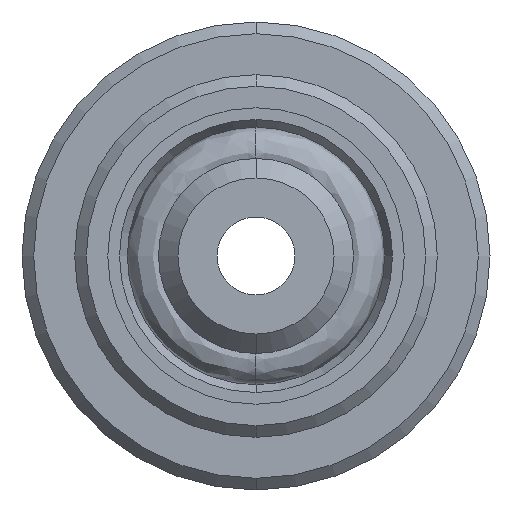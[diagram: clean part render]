
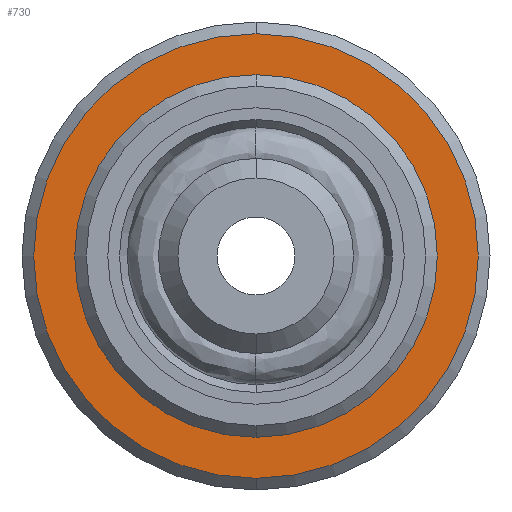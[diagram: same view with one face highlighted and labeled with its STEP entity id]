
A CAD part, front view. The second image highlights one B-rep face of the part: STEP entity #730.
In plain terms, the highlighted planar face has unit normal (0, -1, 0).
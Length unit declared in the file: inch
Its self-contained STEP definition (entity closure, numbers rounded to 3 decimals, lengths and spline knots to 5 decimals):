
#41 = VERTEX_POINT ( 'NONE', #812 ) ;
#99 = DIRECTION ( 'NONE',  ( 0., 0., 1. ) ) ;
#125 = DIRECTION ( 'NONE',  ( 0., 0., 1. ) ) ;
#134 = DIRECTION ( 'NONE',  ( 0., 1., 0. ) ) ;
#142 = CARTESIAN_POINT ( 'NONE',  ( 0., 0.33465, 0. ) ) ;
#205 = ORIENTED_EDGE ( 'NONE', *, *, #572, .F. ) ;
#266 = FACE_OUTER_BOUND ( 'NONE', #1585, .T. ) ;
#280 = DIRECTION ( 'NONE',  ( 0., -1., 0. ) ) ;
#286 = FACE_BOUND ( 'NONE', #673, .T. ) ;
#328 = CARTESIAN_POINT ( 'NONE',  ( 0., 0.33465, -0.18307 ) ) ;
#372 = CIRCLE ( 'NONE', #1007, 0.22441 ) ;
#423 = CARTESIAN_POINT ( 'NONE',  ( 0., 0.33465, 0. ) ) ;
#471 = AXIS2_PLACEMENT_3D ( 'NONE', #1617, #888, #99 ) ;
#560 = DIRECTION ( 'NONE',  ( 0., 0., 1. ) ) ;
#572 = EDGE_CURVE ( 'NONE', #993, #41, #372, .T. ) ;
#664 = DIRECTION ( 'NONE',  ( 0., 0., -1. ) ) ;
#673 = EDGE_LOOP ( 'NONE', ( #1450, #677 ) ) ;
#677 = ORIENTED_EDGE ( 'NONE', *, *, #1655, .T. ) ;
#687 = CIRCLE ( 'NONE', #1613, 0.18307 ) ;
#730 = ADVANCED_FACE ( 'NONE', ( #286, #266 ), #802, .T. ) ;
#736 = CARTESIAN_POINT ( 'NONE',  ( -0.20374, 0.33465, 0. ) ) ;
#802 = PLANE ( 'NONE',  #898 ) ;
#806 = CIRCLE ( 'NONE', #471, 0.18307 ) ;
#811 = VERTEX_POINT ( 'NONE', #328 ) ;
#812 = CARTESIAN_POINT ( 'NONE',  ( 0., 0.33465, 0.22441 ) ) ;
#843 = CARTESIAN_POINT ( 'NONE',  ( 0., 0.33465, 0.18307 ) ) ;
#888 = DIRECTION ( 'NONE',  ( 0., 1., 0. ) ) ;
#898 = AXIS2_PLACEMENT_3D ( 'NONE', #736, #280, #664 ) ;
#993 = VERTEX_POINT ( 'NONE', #1070 ) ;
#1007 = AXIS2_PLACEMENT_3D ( 'NONE', #142, #134, #125 ) ;
#1042 = CIRCLE ( 'NONE', #1522, 0.22441 ) ;
#1047 = VERTEX_POINT ( 'NONE', #843 ) ;
#1058 = DIRECTION ( 'NONE',  ( 0., 1., 0. ) ) ;
#1070 = CARTESIAN_POINT ( 'NONE',  ( 0., 0.33465, -0.22441 ) ) ;
#1094 = ORIENTED_EDGE ( 'NONE', *, *, #1268, .F. ) ;
#1173 = CARTESIAN_POINT ( 'NONE',  ( 0., 0.33465, 0. ) ) ;
#1267 = DIRECTION ( 'NONE',  ( 0., 1., 0. ) ) ;
#1268 = EDGE_CURVE ( 'NONE', #41, #993, #1042, .T. ) ;
#1444 = DIRECTION ( 'NONE',  ( 0., 0., 1. ) ) ;
#1450 = ORIENTED_EDGE ( 'NONE', *, *, #1579, .T. ) ;
#1522 = AXIS2_PLACEMENT_3D ( 'NONE', #1173, #1058, #1444 ) ;
#1579 = EDGE_CURVE ( 'NONE', #1047, #811, #806, .T. ) ;
#1585 = EDGE_LOOP ( 'NONE', ( #1094, #205 ) ) ;
#1613 = AXIS2_PLACEMENT_3D ( 'NONE', #423, #1267, #560 ) ;
#1617 = CARTESIAN_POINT ( 'NONE',  ( 0., 0.33465, 0. ) ) ;
#1655 = EDGE_CURVE ( 'NONE', #811, #1047, #687, .T. ) ;
